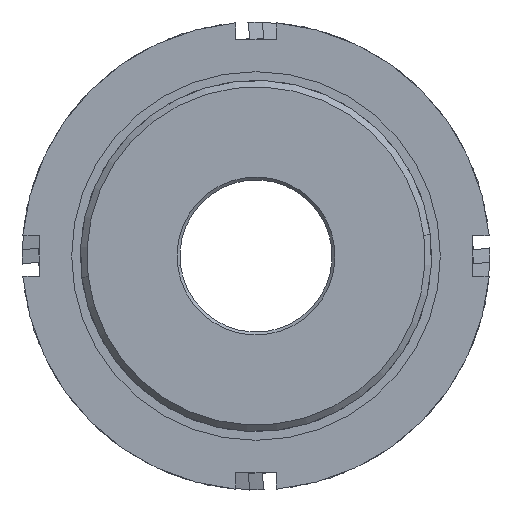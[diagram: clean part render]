
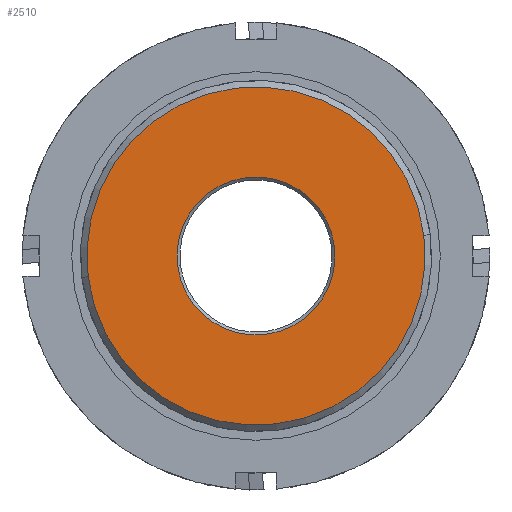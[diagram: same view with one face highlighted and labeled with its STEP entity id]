
A CAD part, front view. The second image highlights one B-rep face of the part: STEP entity #2510.
In plain terms, the highlighted planar face has unit normal (0, -1, 0).
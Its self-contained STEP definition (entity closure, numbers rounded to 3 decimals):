
#238 = CIRCLE ( 'NONE', #2527, 13.5 ) ;
#251 = AXIS2_PLACEMENT_3D ( 'NONE', #2265, #1406, #1677 ) ;
#281 = ORIENTED_EDGE ( 'NONE', *, *, #2634, .F. ) ;
#330 = DIRECTION ( 'NONE',  ( -1., 0., 0. ) ) ;
#444 = FACE_OUTER_BOUND ( 'NONE', #2430, .T. ) ;
#743 = CARTESIAN_POINT ( 'NONE',  ( 0., -39.566, 0. ) ) ;
#846 = CARTESIAN_POINT ( 'NONE',  ( 0., -39.566, 0. ) ) ;
#883 = EDGE_CURVE ( 'NONE', #3382, #938, #1126, .T. ) ;
#938 = VERTEX_POINT ( 'NONE', #2525 ) ;
#1029 = DIRECTION ( 'NONE',  ( 0., 1., 0. ) ) ;
#1044 = DIRECTION ( 'NONE',  ( -1., 0., 0. ) ) ;
#1126 = CIRCLE ( 'NONE', #251, 28.9 ) ;
#1136 = VERTEX_POINT ( 'NONE', #2990 ) ;
#1151 = DIRECTION ( 'NONE',  ( -1., 0., 0. ) ) ;
#1188 = ORIENTED_EDGE ( 'NONE', *, *, #2839, .T. ) ;
#1406 = DIRECTION ( 'NONE',  ( 0., 1., 0. ) ) ;
#1427 = DIRECTION ( 'NONE',  ( -1., 0., 0. ) ) ;
#1575 = ORIENTED_EDGE ( 'NONE', *, *, #3635, .T. ) ;
#1618 = CIRCLE ( 'NONE', #2293, 28.9 ) ;
#1677 = DIRECTION ( 'NONE',  ( -1., 0., 0. ) ) ;
#1959 = FACE_BOUND ( 'NONE', #2866, .T. ) ;
#1989 = DIRECTION ( 'NONE',  ( 0., 1., 0. ) ) ;
#2033 = CARTESIAN_POINT ( 'NONE',  ( 0., -39.566, 0. ) ) ;
#2265 = CARTESIAN_POINT ( 'NONE',  ( 0., -39.566, 0. ) ) ;
#2293 = AXIS2_PLACEMENT_3D ( 'NONE', #2033, #3486, #330 ) ;
#2430 = EDGE_LOOP ( 'NONE', ( #281, #2736 ) ) ;
#2510 = ADVANCED_FACE ( 'NONE', ( #1959, #444 ), #3697, .F. ) ;
#2525 = CARTESIAN_POINT ( 'NONE',  ( -28.9, -39.566, 0. ) ) ;
#2527 = AXIS2_PLACEMENT_3D ( 'NONE', #846, #3410, #1427 ) ;
#2577 = CARTESIAN_POINT ( 'NONE',  ( 13., -39.566, 0. ) ) ;
#2634 = EDGE_CURVE ( 'NONE', #938, #3382, #1618, .T. ) ;
#2736 = ORIENTED_EDGE ( 'NONE', *, *, #883, .F. ) ;
#2839 = EDGE_CURVE ( 'NONE', #3110, #1136, #238, .T. ) ;
#2866 = EDGE_LOOP ( 'NONE', ( #1575, #1188 ) ) ;
#2990 = CARTESIAN_POINT ( 'NONE',  ( 13.5, -39.566, 0. ) ) ;
#3007 = AXIS2_PLACEMENT_3D ( 'NONE', #743, #1029, #1044 ) ;
#3040 = CIRCLE ( 'NONE', #3007, 13.5 ) ;
#3084 = CARTESIAN_POINT ( 'NONE',  ( -13.5, -39.566, 0. ) ) ;
#3110 = VERTEX_POINT ( 'NONE', #3084 ) ;
#3382 = VERTEX_POINT ( 'NONE', #3538 ) ;
#3410 = DIRECTION ( 'NONE',  ( 0., 1., 0. ) ) ;
#3461 = AXIS2_PLACEMENT_3D ( 'NONE', #2577, #1989, #1151 ) ;
#3486 = DIRECTION ( 'NONE',  ( 0., 1., 0. ) ) ;
#3538 = CARTESIAN_POINT ( 'NONE',  ( 28.9, -39.566, 0. ) ) ;
#3635 = EDGE_CURVE ( 'NONE', #1136, #3110, #3040, .T. ) ;
#3697 = PLANE ( 'NONE',  #3461 ) ;
